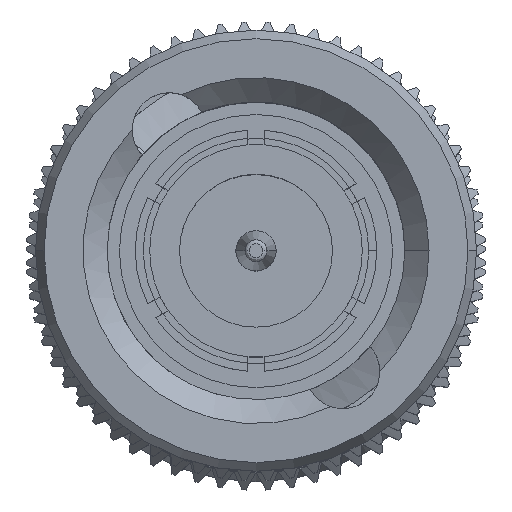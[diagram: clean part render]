
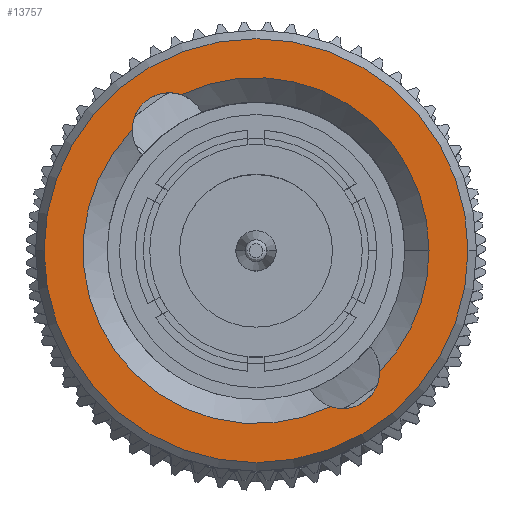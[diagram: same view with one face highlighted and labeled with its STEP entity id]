
A CAD part, top view. The second image highlights one B-rep face of the part: STEP entity #13757.
In plain terms, the highlighted face is planar.
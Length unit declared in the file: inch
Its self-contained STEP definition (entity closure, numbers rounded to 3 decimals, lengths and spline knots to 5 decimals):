
#205 = PLANE ( 'NONE',  #7909 ) ;
#423 = AXIS2_PLACEMENT_3D ( 'NONE', #13308, #8920, #11021 ) ;
#431 = ORIENTED_EDGE ( 'NONE', *, *, #3446, .T. ) ;
#698 = AXIS2_PLACEMENT_3D ( 'NONE', #9494, #7357, #11829 ) ;
#734 = DIRECTION ( 'NONE',  ( 0., 0., -1. ) ) ;
#929 = EDGE_LOOP ( 'NONE', ( #431, #6878 ) ) ;
#962 = DIRECTION ( 'NONE',  ( 0., 0., 1. ) ) ;
#1241 = CARTESIAN_POINT ( 'NONE',  ( 0.33873, -0.15026, 0.10782 ) ) ;
#1537 = CARTESIAN_POINT ( 'NONE',  ( 0.33873, 0., 0. ) ) ;
#1683 = AXIS2_PLACEMENT_3D ( 'NONE', #6607, #4282, #13108 ) ;
#2041 = CIRCLE ( 'NONE', #423, 0.21494 ) ;
#2261 = ORIENTED_EDGE ( 'NONE', *, *, #10563, .T. ) ;
#2934 = CARTESIAN_POINT ( 'NONE',  ( 0.33873, 0., 0. ) ) ;
#2936 = VERTEX_POINT ( 'NONE', #10606 ) ;
#3085 = VERTEX_POINT ( 'NONE', #13612 ) ;
#3230 = CARTESIAN_POINT ( 'NONE',  ( 0.33873, -0.15026, 0.15382 ) ) ;
#3265 = FACE_BOUND ( 'NONE', #9816, .T. ) ;
#3290 = CARTESIAN_POINT ( 'NONE',  ( 0.33873, 0., 0.21494 ) ) ;
#3364 = CARTESIAN_POINT ( 'NONE',  ( 0.33873, -0.15014, 0.15382 ) ) ;
#3446 = EDGE_CURVE ( 'NONE', #2936, #13238, #7889, .T. ) ;
#3450 = VERTEX_POINT ( 'NONE', #3230 ) ;
#3474 = DIRECTION ( 'NONE',  ( 0., 0., -1. ) ) ;
#4282 = DIRECTION ( 'NONE',  ( -1., 0., 0. ) ) ;
#4444 = ORIENTED_EDGE ( 'NONE', *, *, #7113, .T. ) ;
#4473 = DIRECTION ( 'NONE',  ( -1., 0., 0. ) ) ;
#4488 = ORIENTED_EDGE ( 'NONE', *, *, #9732, .T. ) ;
#4504 = VERTEX_POINT ( 'NONE', #8190 ) ;
#4603 = DIRECTION ( 'NONE',  ( -1., 0., 0. ) ) ;
#5132 = CIRCLE ( 'NONE', #11577, 0.046 ) ;
#5618 = DIRECTION ( 'NONE',  ( 1., 0., 0. ) ) ;
#6226 = DIRECTION ( 'NONE',  ( 1., 0., 0. ) ) ;
#6243 = DIRECTION ( 'NONE',  ( -1., 0., 0. ) ) ;
#6378 = CARTESIAN_POINT ( 'NONE',  ( 0.33873, 0., 0.26339 ) ) ;
#6607 = CARTESIAN_POINT ( 'NONE',  ( 0.33873, 0., 0. ) ) ;
#6710 = CARTESIAN_POINT ( 'NONE',  ( 0.33873, -0.15026, 0.10782 ) ) ;
#6723 = ORIENTED_EDGE ( 'NONE', *, *, #13711, .F. ) ;
#6878 = ORIENTED_EDGE ( 'NONE', *, *, #7367, .T. ) ;
#7113 = EDGE_CURVE ( 'NONE', #3085, #4504, #2041, .T. ) ;
#7139 = CIRCLE ( 'NONE', #698, 0.21494 ) ;
#7357 = DIRECTION ( 'NONE',  ( 1., 0., 0. ) ) ;
#7367 = EDGE_CURVE ( 'NONE', #13238, #2936, #8004, .T. ) ;
#7576 = VERTEX_POINT ( 'NONE', #3290 ) ;
#7889 = CIRCLE ( 'NONE', #1683, 0.26339 ) ;
#7909 = AXIS2_PLACEMENT_3D ( 'NONE', #9913, #5618, #3474 ) ;
#7944 = CIRCLE ( 'NONE', #8634, 0.21494 ) ;
#7989 = ORIENTED_EDGE ( 'NONE', *, *, #13119, .F. ) ;
#8004 = CIRCLE ( 'NONE', #11234, 0.26339 ) ;
#8071 = CARTESIAN_POINT ( 'NONE',  ( 0.33873, 0.1938, -0.09296 ) ) ;
#8190 = CARTESIAN_POINT ( 'NONE',  ( 0.33873, 0.15014, -0.15382 ) ) ;
#8634 = AXIS2_PLACEMENT_3D ( 'NONE', #1537, #6226, #734 ) ;
#8803 = CIRCLE ( 'NONE', #13242, 0.046 ) ;
#8920 = DIRECTION ( 'NONE',  ( 1., 0., 0. ) ) ;
#8948 = ORIENTED_EDGE ( 'NONE', *, *, #13431, .F. ) ;
#9494 = CARTESIAN_POINT ( 'NONE',  ( 0.33873, 0., 0. ) ) ;
#9732 = EDGE_CURVE ( 'NONE', #7576, #12541, #7944, .T. ) ;
#9803 = DIRECTION ( 'NONE',  ( -1., 0., 0. ) ) ;
#9816 = EDGE_LOOP ( 'NONE', ( #7989, #2261, #4488, #8948, #6723, #4444 ) ) ;
#9913 = CARTESIAN_POINT ( 'NONE',  ( 0.33873, 0., -0.26339 ) ) ;
#10563 = EDGE_CURVE ( 'NONE', #12694, #7576, #7139, .T. ) ;
#10606 = CARTESIAN_POINT ( 'NONE',  ( 0.33873, 0., -0.26339 ) ) ;
#10615 = DIRECTION ( 'NONE',  ( 0., 0., 1. ) ) ;
#11014 = DIRECTION ( 'NONE',  ( 0., 0., -1. ) ) ;
#11021 = DIRECTION ( 'NONE',  ( 0., 0., -1. ) ) ;
#11234 = AXIS2_PLACEMENT_3D ( 'NONE', #2934, #6243, #962 ) ;
#11344 = AXIS2_PLACEMENT_3D ( 'NONE', #6710, #4603, #11014 ) ;
#11577 = AXIS2_PLACEMENT_3D ( 'NONE', #14057, #9803, #10615 ) ;
#11829 = DIRECTION ( 'NONE',  ( 0., 0., -1. ) ) ;
#12284 = DIRECTION ( 'NONE',  ( 0., 0., -1. ) ) ;
#12541 = VERTEX_POINT ( 'NONE', #3364 ) ;
#12694 = VERTEX_POINT ( 'NONE', #8071 ) ;
#13108 = DIRECTION ( 'NONE',  ( 0., 0., 1. ) ) ;
#13119 = EDGE_CURVE ( 'NONE', #12694, #4504, #5132, .T. ) ;
#13238 = VERTEX_POINT ( 'NONE', #6378 ) ;
#13242 = AXIS2_PLACEMENT_3D ( 'NONE', #1241, #4473, #12284 ) ;
#13308 = CARTESIAN_POINT ( 'NONE',  ( 0.33873, 0., 0. ) ) ;
#13431 = EDGE_CURVE ( 'NONE', #3450, #12541, #8803, .T. ) ;
#13612 = CARTESIAN_POINT ( 'NONE',  ( 0.33873, -0.1938, 0.09296 ) ) ;
#13706 = CIRCLE ( 'NONE', #11344, 0.046 ) ;
#13711 = EDGE_CURVE ( 'NONE', #3085, #3450, #13706, .T. ) ;
#13757 = ADVANCED_FACE ( 'NONE', ( #14296, #3265 ), #205, .F. ) ;
#14057 = CARTESIAN_POINT ( 'NONE',  ( 0.33873, 0.15026, -0.10782 ) ) ;
#14296 = FACE_OUTER_BOUND ( 'NONE', #929, .T. ) ;
